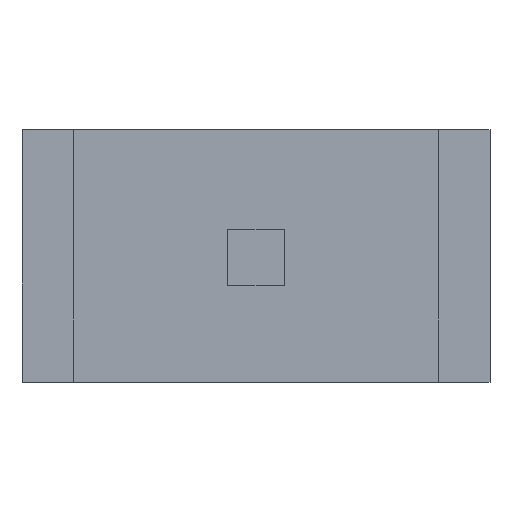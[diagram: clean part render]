
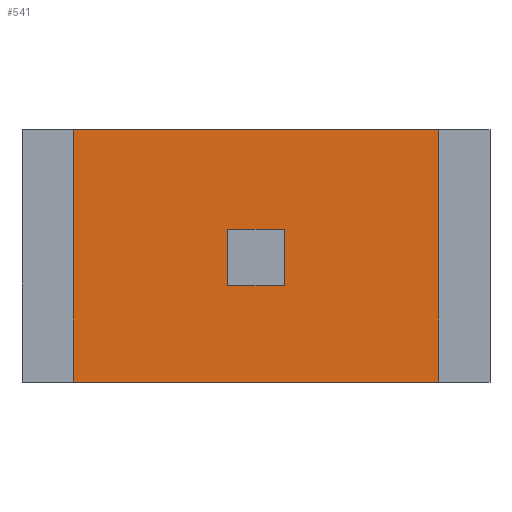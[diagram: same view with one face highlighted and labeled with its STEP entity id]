
A CAD part, top view. The second image highlights one B-rep face of the part: STEP entity #541.
In plain terms, the highlighted planar face has unit normal (0, 0, 1).
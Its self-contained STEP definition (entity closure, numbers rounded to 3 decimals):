
#15=FACE_BOUND('',#73,.T.);
#43=FACE_OUTER_BOUND('',#72,.T.);
#72=EDGE_LOOP('',(#443,#444,#445,#446));
#73=EDGE_LOOP('',(#447,#448,#449,#450));
#103=LINE('',#762,#175);
#107=LINE('',#770,#179);
#110=LINE('',#776,#182);
#113=LINE('',#781,#185);
#145=LINE('',#846,#217);
#146=LINE('',#849,#218);
#147=LINE('',#851,#219);
#148=LINE('',#852,#220);
#175=VECTOR('',#624,10.);
#179=VECTOR('',#630,10.);
#182=VECTOR('',#635,10.);
#185=VECTOR('',#640,10.);
#217=VECTOR('',#694,10.);
#218=VECTOR('',#697,10.);
#219=VECTOR('',#698,10.);
#220=VECTOR('',#699,10.);
#239=VERTEX_POINT('',#760);
#240=VERTEX_POINT('',#761);
#243=VERTEX_POINT('',#769);
#245=VERTEX_POINT('',#775);
#267=VERTEX_POINT('',#842);
#268=VERTEX_POINT('',#844);
#269=VERTEX_POINT('',#848);
#270=VERTEX_POINT('',#850);
#295=EDGE_CURVE('',#239,#240,#103,.T.);
#299=EDGE_CURVE('',#243,#239,#107,.T.);
#302=EDGE_CURVE('',#245,#243,#110,.T.);
#305=EDGE_CURVE('',#240,#245,#113,.T.);
#337=EDGE_CURVE('',#267,#268,#145,.T.);
#338=EDGE_CURVE('',#269,#267,#146,.T.);
#339=EDGE_CURVE('',#270,#268,#147,.T.);
#340=EDGE_CURVE('',#269,#270,#148,.T.);
#443=ORIENTED_EDGE('',*,*,#338,.T.);
#444=ORIENTED_EDGE('',*,*,#337,.T.);
#445=ORIENTED_EDGE('',*,*,#339,.F.);
#446=ORIENTED_EDGE('',*,*,#340,.F.);
#447=ORIENTED_EDGE('',*,*,#295,.T.);
#448=ORIENTED_EDGE('',*,*,#305,.T.);
#449=ORIENTED_EDGE('',*,*,#302,.T.);
#450=ORIENTED_EDGE('',*,*,#299,.T.);
#512=PLANE('',#572);
#541=ADVANCED_FACE('',(#43,#15),#512,.T.);
#572=AXIS2_PLACEMENT_3D('',#847,#695,#696);
#624=DIRECTION('',(0.,-1.,0.));
#630=DIRECTION('',(1.,0.,0.));
#635=DIRECTION('',(0.,1.,0.));
#640=DIRECTION('',(-1.,0.,0.));
#694=DIRECTION('',(0.,1.,0.));
#695=DIRECTION('center_axis',(0.,0.,1.));
#696=DIRECTION('ref_axis',(1.,0.,0.));
#697=DIRECTION('',(1.,0.,0.));
#698=DIRECTION('',(1.,0.,0.));
#699=DIRECTION('',(0.,1.,0.));
#760=CARTESIAN_POINT('',(20.752,2.792,126.82));
#761=CARTESIAN_POINT('',(20.752,0.992,126.82));
#762=CARTESIAN_POINT('',(20.752,0.342,126.82));
#769=CARTESIAN_POINT('',(18.952,2.792,126.82));
#770=CARTESIAN_POINT('',(16.477,2.792,126.82));
#775=CARTESIAN_POINT('',(18.952,0.992,126.82));
#776=CARTESIAN_POINT('',(18.952,-0.558,126.82));
#781=CARTESIAN_POINT('',(17.377,0.992,126.82));
#842=CARTESIAN_POINT('',(25.702,-2.108,126.82));
#844=CARTESIAN_POINT('',(25.702,5.992,126.82));
#846=CARTESIAN_POINT('',(25.702,-2.108,126.82));
#847=CARTESIAN_POINT('Origin',(14.002,-2.108,126.82));
#848=CARTESIAN_POINT('',(14.002,-2.108,126.82));
#849=CARTESIAN_POINT('',(13.852,-2.108,126.82));
#850=CARTESIAN_POINT('',(14.002,5.992,126.82));
#851=CARTESIAN_POINT('',(13.852,5.992,126.82));
#852=CARTESIAN_POINT('',(14.002,-2.108,126.82));
